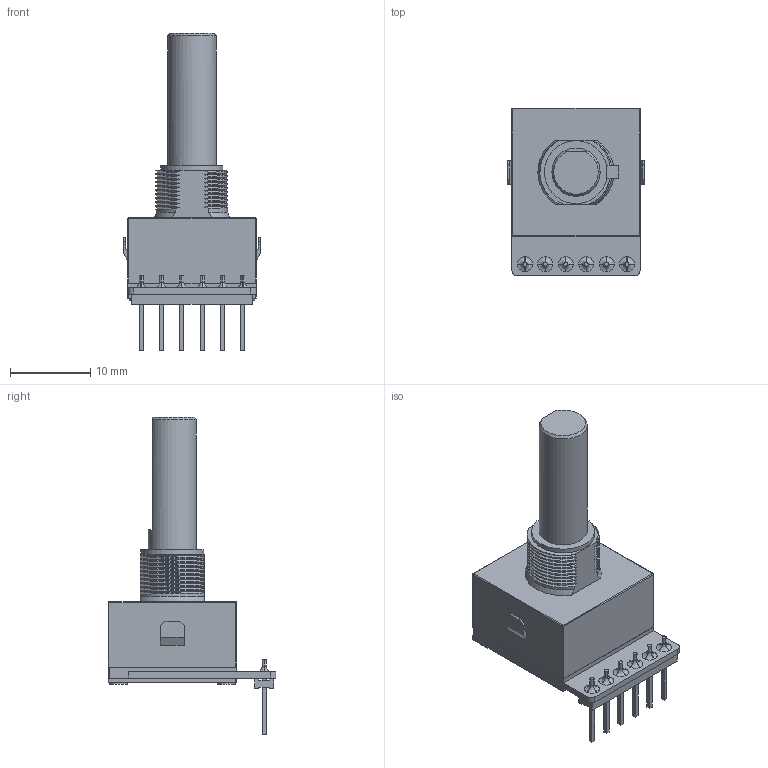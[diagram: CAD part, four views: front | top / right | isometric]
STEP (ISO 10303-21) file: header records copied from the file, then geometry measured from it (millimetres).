
FILE_DESCRIPTION(/* description */ ('Unknown'),/* implementation_level */ '2;1');
FILE_NAME(/* name */ 'REC16K25-201',/* time_stamp */ '2023-06-22T08:52:12+02:00',/* author */ ('Unknown'),/* organization */ ('Unknown'),/* preprocessor_version */ 'ST-DEVELOPER v18.102',/* originating_system */ 'Solid Edge',/* authorisation */ 'Unknown');
FILE_SCHEMA (('AUTOMOTIVE_DESIGN {1 0 10303 214 3 1 1}'));
Length unit declared in the file: millimetre
Products named in the file (1): REC16K25-201
Bounding box: 17 x 20.9 x 39.55 mm (x, y, z)
Volume: 3503.9 mm3; surface area: 2079 mm2
Topology: 1 solids, 1 shells, 357 faces, 937 edges, 600 vertices
Faces by surface type: plane 162, cylinder 102, bspline 61, torus 24, cone 4, sphere 4
Full cylindrical faces by diameter (mm): 2.255 x4, 6 x1
Entity records: 29503 total; most frequent: CARTESIAN_POINT 18839, ORIENTED_EDGE 1854, DIRECTION 1477, EDGE_CURVE 927, VERTEX_POINT 599, LINE 521, VECTOR 521, AXIS2_PLACEMENT_3D 478
